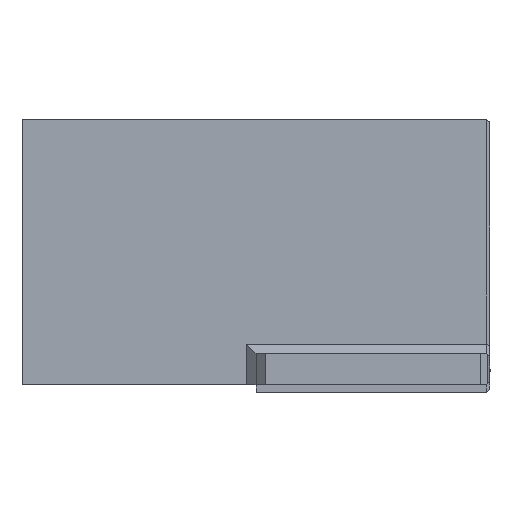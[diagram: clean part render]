
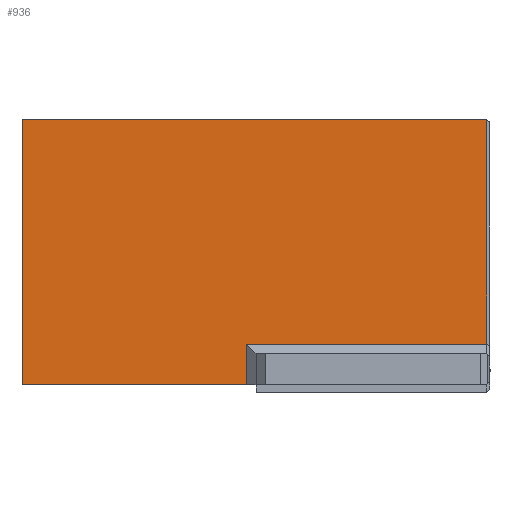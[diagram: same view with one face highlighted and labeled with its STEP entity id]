
A CAD part, front view. The second image highlights one B-rep face of the part: STEP entity #936.
In plain terms, the highlighted planar face has unit normal (0, -1, 0).
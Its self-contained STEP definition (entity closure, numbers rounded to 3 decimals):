
#44 = PLANE('',#45);
#45 = AXIS2_PLACEMENT_3D('',#46,#47,#48);
#46 = CARTESIAN_POINT('',(30.,-0.6,0.6));
#47 = DIRECTION('',(0.,0.707,-0.707));
#48 = DIRECTION('',(-1.,0.,0.));
#230 = VERTEX_POINT('',#231);
#231 = CARTESIAN_POINT('',(59.6,0.,1.2));
#257 = EDGE_CURVE('',#258,#230,#260,.T.);
#258 = VERTEX_POINT('',#259);
#259 = CARTESIAN_POINT('',(28.8,0.,1.2));
#260 = SURFACE_CURVE('',#261,(#265,#272),.PCURVE_S1.);
#261 = LINE('',#262,#263);
#262 = CARTESIAN_POINT('',(30.,0.,1.2));
#263 = VECTOR('',#264,1.);
#264 = DIRECTION('',(1.,0.,0.));
#265 = PCURVE('',#44,#266);
#266 = DEFINITIONAL_REPRESENTATION('',(#267),#271);
#267 = LINE('',#268,#269);
#268 = CARTESIAN_POINT('',(0.,0.849));
#269 = VECTOR('',#270,1.);
#270 = DIRECTION('',(-1.,0.));
#271 = ( GEOMETRIC_REPRESENTATION_CONTEXT(2) 
PARAMETRIC_REPRESENTATION_CONTEXT() REPRESENTATION_CONTEXT('2D SPACE',''
  ) );
#272 = PCURVE('',#273,#278);
#273 = PLANE('',#274);
#274 = AXIS2_PLACEMENT_3D('',#275,#276,#277);
#275 = CARTESIAN_POINT('',(29.362,0.,13.638));
#276 = DIRECTION('',(0.,-1.,0.));
#277 = DIRECTION('',(-1.,0.,0.));
#278 = DEFINITIONAL_REPRESENTATION('',(#279),#283);
#279 = LINE('',#280,#281);
#280 = CARTESIAN_POINT('',(-0.638,12.438));
#281 = VECTOR('',#282,1.);
#282 = DIRECTION('',(-1.,0.));
#283 = ( GEOMETRIC_REPRESENTATION_CONTEXT(2) 
PARAMETRIC_REPRESENTATION_CONTEXT() REPRESENTATION_CONTEXT('2D SPACE',''
  ) );
#299 = PLANE('',#300);
#300 = AXIS2_PLACEMENT_3D('',#301,#302,#303);
#301 = CARTESIAN_POINT('',(29.4,-0.6,0.));
#302 = DIRECTION('',(0.707,0.707,0.));
#303 = DIRECTION('',(0.,0.,-1.));
#458 = PLANE('',#459);
#459 = AXIS2_PLACEMENT_3D('',#460,#461,#462);
#460 = CARTESIAN_POINT('',(33.931,4.044,-4.));
#461 = DIRECTION('',(0.,0.,-1.));
#462 = DIRECTION('',(0.,-1.,0.));
#855 = PLANE('',#856);
#856 = AXIS2_PLACEMENT_3D('',#857,#858,#859);
#857 = CARTESIAN_POINT('',(59.8,0.2,1.2));
#858 = DIRECTION('',(0.707,-0.707,0.));
#859 = DIRECTION('',(0.,0.,1.));
#894 = VERTEX_POINT('',#895);
#895 = CARTESIAN_POINT('',(28.8,0.,-4.));
#916 = EDGE_CURVE('',#258,#894,#917,.T.);
#917 = SURFACE_CURVE('',#918,(#922,#929),.PCURVE_S1.);
#918 = LINE('',#919,#920);
#919 = CARTESIAN_POINT('',(28.8,0.,0.));
#920 = VECTOR('',#921,1.);
#921 = DIRECTION('',(0.,0.,-1.));
#922 = PCURVE('',#299,#923);
#923 = DEFINITIONAL_REPRESENTATION('',(#924),#928);
#924 = LINE('',#925,#926);
#925 = CARTESIAN_POINT('',(0.,0.849));
#926 = VECTOR('',#927,1.);
#927 = DIRECTION('',(1.,0.));
#928 = ( GEOMETRIC_REPRESENTATION_CONTEXT(2) 
PARAMETRIC_REPRESENTATION_CONTEXT() REPRESENTATION_CONTEXT('2D SPACE',''
  ) );
#929 = PCURVE('',#273,#930);
#930 = DEFINITIONAL_REPRESENTATION('',(#931),#935);
#931 = LINE('',#932,#933);
#932 = CARTESIAN_POINT('',(0.562,13.638));
#933 = VECTOR('',#934,1.);
#934 = DIRECTION('',(0.,1.));
#935 = ( GEOMETRIC_REPRESENTATION_CONTEXT(2) 
PARAMETRIC_REPRESENTATION_CONTEXT() REPRESENTATION_CONTEXT('2D SPACE',''
  ) );
#936 = ADVANCED_FACE('',(#937),#273,.T.);
#937 = FACE_BOUND('',#938,.T.);
#938 = EDGE_LOOP('',(#939,#940,#963,#991,#1019,#1040));
#939 = ORIENTED_EDGE('',*,*,#257,.T.);
#940 = ORIENTED_EDGE('',*,*,#941,.T.);
#941 = EDGE_CURVE('',#230,#942,#944,.T.);
#942 = VERTEX_POINT('',#943);
#943 = CARTESIAN_POINT('',(59.6,0.,30.));
#944 = SURFACE_CURVE('',#945,(#949,#956),.PCURVE_S1.);
#945 = LINE('',#946,#947);
#946 = CARTESIAN_POINT('',(59.6,0.,1.2));
#947 = VECTOR('',#948,1.);
#948 = DIRECTION('',(0.,0.,1.));
#949 = PCURVE('',#273,#950);
#950 = DEFINITIONAL_REPRESENTATION('',(#951),#955);
#951 = LINE('',#952,#953);
#952 = CARTESIAN_POINT('',(-30.238,12.438));
#953 = VECTOR('',#954,1.);
#954 = DIRECTION('',(0.,-1.));
#955 = ( GEOMETRIC_REPRESENTATION_CONTEXT(2) 
PARAMETRIC_REPRESENTATION_CONTEXT() REPRESENTATION_CONTEXT('2D SPACE',''
  ) );
#956 = PCURVE('',#855,#957);
#957 = DEFINITIONAL_REPRESENTATION('',(#958),#962);
#958 = LINE('',#959,#960);
#959 = CARTESIAN_POINT('',(0.,0.283));
#960 = VECTOR('',#961,1.);
#961 = DIRECTION('',(1.,0.));
#962 = ( GEOMETRIC_REPRESENTATION_CONTEXT(2) 
PARAMETRIC_REPRESENTATION_CONTEXT() REPRESENTATION_CONTEXT('2D SPACE',''
  ) );
#963 = ORIENTED_EDGE('',*,*,#964,.F.);
#964 = EDGE_CURVE('',#965,#942,#967,.T.);
#965 = VERTEX_POINT('',#966);
#966 = CARTESIAN_POINT('',(0.,0.,30.));
#967 = SURFACE_CURVE('',#968,(#972,#979),.PCURVE_S1.);
#968 = LINE('',#969,#970);
#969 = CARTESIAN_POINT('',(0.,0.,30.));
#970 = VECTOR('',#971,1.);
#971 = DIRECTION('',(1.,0.,0.));
#972 = PCURVE('',#273,#973);
#973 = DEFINITIONAL_REPRESENTATION('',(#974),#978);
#974 = LINE('',#975,#976);
#975 = CARTESIAN_POINT('',(29.362,-16.362));
#976 = VECTOR('',#977,1.);
#977 = DIRECTION('',(-1.,0.));
#978 = ( GEOMETRIC_REPRESENTATION_CONTEXT(2) 
PARAMETRIC_REPRESENTATION_CONTEXT() REPRESENTATION_CONTEXT('2D SPACE',''
  ) );
#979 = PCURVE('',#980,#985);
#980 = PLANE('',#981);
#981 = AXIS2_PLACEMENT_3D('',#982,#983,#984);
#982 = CARTESIAN_POINT('',(30.,2.642,30.));
#983 = DIRECTION('',(0.,0.,1.));
#984 = DIRECTION('',(0.,1.,0.));
#985 = DEFINITIONAL_REPRESENTATION('',(#986),#990);
#986 = LINE('',#987,#988);
#987 = CARTESIAN_POINT('',(-2.642,30.));
#988 = VECTOR('',#989,1.);
#989 = DIRECTION('',(0.,-1.));
#990 = ( GEOMETRIC_REPRESENTATION_CONTEXT(2) 
PARAMETRIC_REPRESENTATION_CONTEXT() REPRESENTATION_CONTEXT('2D SPACE',''
  ) );
#991 = ORIENTED_EDGE('',*,*,#992,.T.);
#992 = EDGE_CURVE('',#965,#993,#995,.T.);
#993 = VERTEX_POINT('',#994);
#994 = CARTESIAN_POINT('',(0.,0.,-4.));
#995 = SURFACE_CURVE('',#996,(#1000,#1007),.PCURVE_S1.);
#996 = LINE('',#997,#998);
#997 = CARTESIAN_POINT('',(0.,0.,0.));
#998 = VECTOR('',#999,1.);
#999 = DIRECTION('',(0.,0.,-1.));
#1000 = PCURVE('',#273,#1001);
#1001 = DEFINITIONAL_REPRESENTATION('',(#1002),#1006);
#1002 = LINE('',#1003,#1004);
#1003 = CARTESIAN_POINT('',(29.362,13.638));
#1004 = VECTOR('',#1005,1.);
#1005 = DIRECTION('',(0.,1.));
#1006 = ( GEOMETRIC_REPRESENTATION_CONTEXT(2) 
PARAMETRIC_REPRESENTATION_CONTEXT() REPRESENTATION_CONTEXT('2D SPACE',''
  ) );
#1007 = PCURVE('',#1008,#1013);
#1008 = PLANE('',#1009);
#1009 = AXIS2_PLACEMENT_3D('',#1010,#1011,#1012);
#1010 = CARTESIAN_POINT('',(0.,-4.352,3.492));
#1011 = DIRECTION('',(1.,0.,0.));
#1012 = DIRECTION('',(0.,1.,0.));
#1013 = DEFINITIONAL_REPRESENTATION('',(#1014),#1018);
#1014 = LINE('',#1015,#1016);
#1015 = CARTESIAN_POINT('',(4.352,-3.492));
#1016 = VECTOR('',#1017,1.);
#1017 = DIRECTION('',(0.,-1.));
#1018 = ( GEOMETRIC_REPRESENTATION_CONTEXT(2) 
PARAMETRIC_REPRESENTATION_CONTEXT() REPRESENTATION_CONTEXT('2D SPACE',''
  ) );
#1019 = ORIENTED_EDGE('',*,*,#1020,.T.);
#1020 = EDGE_CURVE('',#993,#894,#1021,.T.);
#1021 = SURFACE_CURVE('',#1022,(#1026,#1033),.PCURVE_S1.);
#1022 = LINE('',#1023,#1024);
#1023 = CARTESIAN_POINT('',(0.,0.,-4.));
#1024 = VECTOR('',#1025,1.);
#1025 = DIRECTION('',(1.,0.,0.));
#1026 = PCURVE('',#273,#1027);
#1027 = DEFINITIONAL_REPRESENTATION('',(#1028),#1032);
#1028 = LINE('',#1029,#1030);
#1029 = CARTESIAN_POINT('',(29.362,17.638));
#1030 = VECTOR('',#1031,1.);
#1031 = DIRECTION('',(-1.,0.));
#1032 = ( GEOMETRIC_REPRESENTATION_CONTEXT(2) 
PARAMETRIC_REPRESENTATION_CONTEXT() REPRESENTATION_CONTEXT('2D SPACE',''
  ) );
#1033 = PCURVE('',#458,#1034);
#1034 = DEFINITIONAL_REPRESENTATION('',(#1035),#1039);
#1035 = LINE('',#1036,#1037);
#1036 = CARTESIAN_POINT('',(4.044,33.931));
#1037 = VECTOR('',#1038,1.);
#1038 = DIRECTION('',(0.,-1.));
#1039 = ( GEOMETRIC_REPRESENTATION_CONTEXT(2) 
PARAMETRIC_REPRESENTATION_CONTEXT() REPRESENTATION_CONTEXT('2D SPACE',''
  ) );
#1040 = ORIENTED_EDGE('',*,*,#916,.F.);
